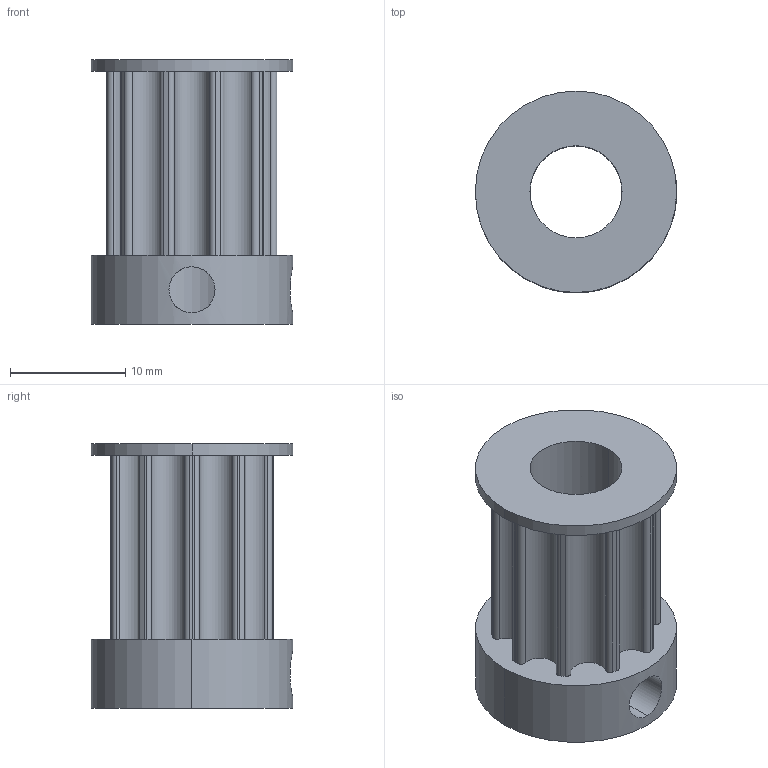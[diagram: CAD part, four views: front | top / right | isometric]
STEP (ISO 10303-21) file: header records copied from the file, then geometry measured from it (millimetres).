
FILE_DESCRIPTION (( 'STEP AP203' ), '1' );
FILE_NAME ('pulley 5M 10 rang truc 8mm_Default_sldprt.STEP', '2023-02-25T14:01:33', ( '' ), ( '' ), 'SwSTEP 2.0', 'SolidWorks 2022', '' );
FILE_SCHEMA (( 'CONFIG_CONTROL_DESIGN' ));
Length unit declared in the file: millimetre
Products named in the file (1): pulley 5M 10 rang truc 8mm_Default_sldprt
Bounding box: 17.5 x 17.5 x 23 mm (x, y, z)
Volume: 2306.5 mm3; surface area: 2696.8 mm2
Topology: 1 solids, 1 shells, 63 faces, 183 edges, 122 vertices
Faces by surface type: cylinder 59, plane 4
Entity records: 2442 total; most frequent: CARTESIAN_POINT 599, DIRECTION 409, ORIENTED_EDGE 366, EDGE_CURVE 183, AXIS2_PLACEMENT_3D 174, VERTEX_POINT 122, CIRCLE 110, EDGE_LOOP 69
